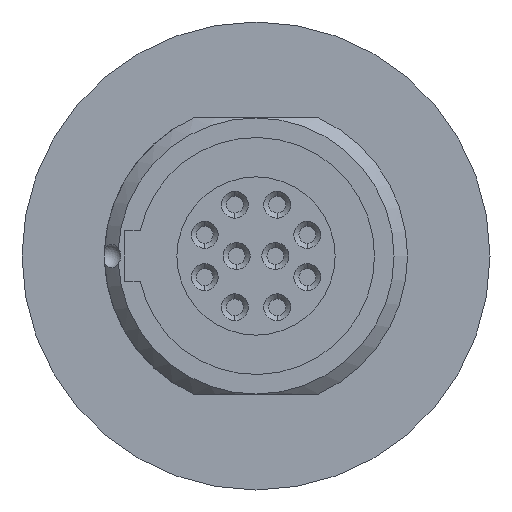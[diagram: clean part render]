
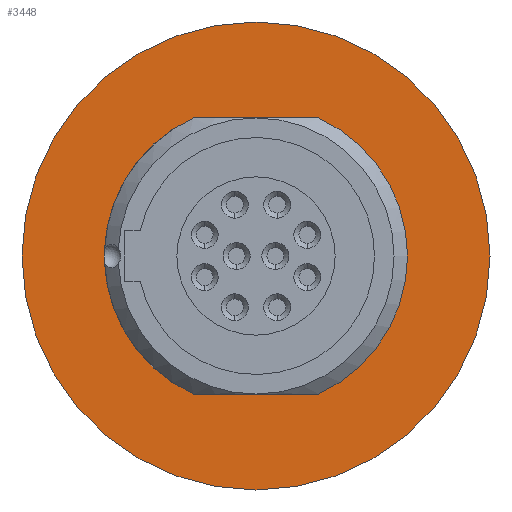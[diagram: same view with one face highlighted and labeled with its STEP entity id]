
A CAD part, left-side view. The second image highlights one B-rep face of the part: STEP entity #3448.
In plain terms, the highlighted planar face has unit normal (-1, 0, 0).
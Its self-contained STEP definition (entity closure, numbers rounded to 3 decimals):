
#149=CARTESIAN_POINT('',(-1.9,0.,0.));
#150=DIRECTION('',(1.,0.,0.));
#151=DIRECTION('',(0.,-0.412,0.911));
#152=AXIS2_PLACEMENT_3D('',#149,#150,#151);
#166=CARTESIAN_POINT('',(-1.9,0.,0.));
#167=DIRECTION('',(1.,0.,0.));
#168=DIRECTION('',(0.,0.412,-0.911));
#169=AXIS2_PLACEMENT_3D('',#166,#167,#168);
#175=CARTESIAN_POINT('',(-1.9,0.,0.));
#176=DIRECTION('',(-1.,0.,0.));
#177=DIRECTION('',(0.,1.,0.));
#178=AXIS2_PLACEMENT_3D('',#175,#176,#177);
#180=CARTESIAN_POINT('',(-1.9,0.,0.));
#181=DIRECTION('',(1.,0.,0.));
#182=DIRECTION('',(0.,1.,0.));
#183=AXIS2_PLACEMENT_3D('',#180,#181,#182);
#185=DIRECTION('',(0.,1.,0.));
#186=VECTOR('',#185,3.709);
#187=CARTESIAN_POINT('',(-1.9,-1.855,-4.1));
#188=LINE('',#187,#186);
#2251=DIRECTION('',(0.,1.,0.));
#2252=VECTOR('',#2251,3.709);
#2253=CARTESIAN_POINT('',(-1.9,-1.855,4.1));
#2254=LINE('',#2253,#2252);
#3228=CARTESIAN_POINT('',(-1.9,1.855,4.1));
#3230=VERTEX_POINT('',#3228);
#3232=CARTESIAN_POINT('',(-1.9,-1.855,4.1));
#3234=VERTEX_POINT('',#3232);
#3236=CARTESIAN_POINT('',(-1.9,-1.855,-4.1));
#3238=VERTEX_POINT('',#3236);
#3240=CARTESIAN_POINT('',(-1.9,1.855,-4.1));
#3242=VERTEX_POINT('',#3240);
#3246=CARTESIAN_POINT('',(-1.9,6.95,0.));
#3248=VERTEX_POINT('',#3246);
#3250=CARTESIAN_POINT('',(-1.9,-6.95,0.));
#3252=VERTEX_POINT('',#3250);
#3430=CARTESIAN_POINT('',(-1.9,0.,0.));
#3431=DIRECTION('',(1.,0.,0.));
#3432=DIRECTION('',(0.,-1.,0.));
#3433=AXIS2_PLACEMENT_3D('',#3430,#3431,#3432);
#3434=PLANE('',#3433);
#3436=ORIENTED_EDGE('',*,*,#3435,.F.);
#3438=ORIENTED_EDGE('',*,*,#3437,.T.);
#3439=EDGE_LOOP('',(#3436,#3438));
#3440=FACE_OUTER_BOUND('',#3439,.F.);
#3441=ORIENTED_EDGE('',*,*,#3404,.F.);
#3443=ORIENTED_EDGE('',*,*,#3442,.T.);
#3444=ORIENTED_EDGE('',*,*,#3422,.F.);
#3445=ORIENTED_EDGE('',*,*,#3389,.F.);
#3446=EDGE_LOOP('',(#3441,#3443,#3444,#3445));
#3447=FACE_BOUND('',#3446,.F.);
#3448=ADVANCED_FACE('',(#3440,#3447),#3434,.F.);
#153=CIRCLE('',#152,4.5);
#170=CIRCLE('',#169,4.5);
#179=CIRCLE('',#178,6.95);
#184=CIRCLE('',#183,6.95);
#3389=EDGE_CURVE('',#3238,#3242,#188,.T.);
#3404=EDGE_CURVE('',#3234,#3238,#153,.T.);
#3422=EDGE_CURVE('',#3242,#3230,#170,.T.);
#3435=EDGE_CURVE('',#3248,#3252,#179,.T.);
#3437=EDGE_CURVE('',#3248,#3252,#184,.T.);
#3442=EDGE_CURVE('',#3234,#3230,#2254,.T.);
